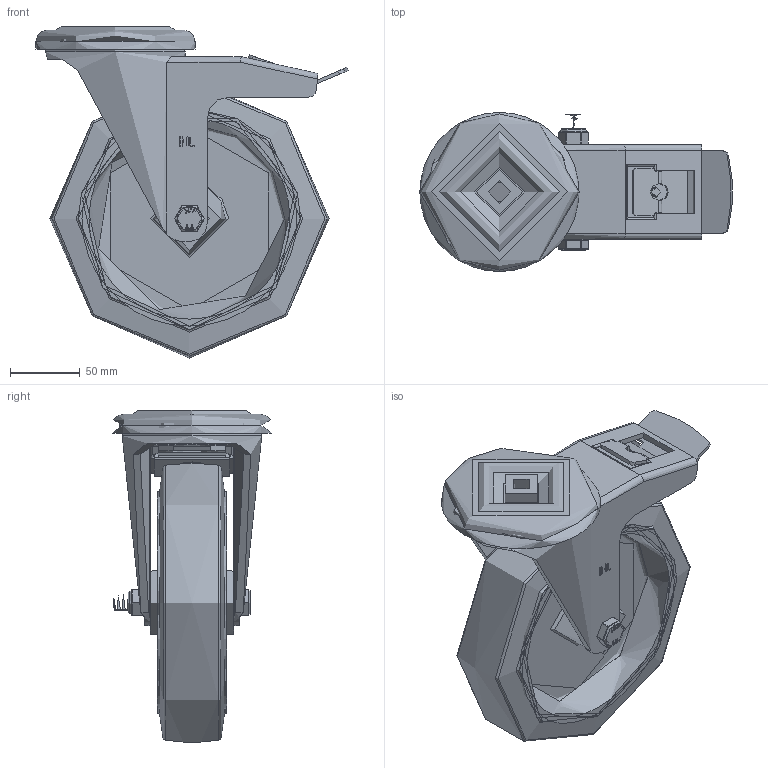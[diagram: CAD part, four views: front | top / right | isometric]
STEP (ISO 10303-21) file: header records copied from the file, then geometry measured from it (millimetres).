
FILE_DESCRIPTION(/* description */ (''),/* implementation_level */ '2;1');
FILE_NAME(/* name */ 'BZMM200RNBBH16SWB.step',/* time_stamp */ '2024-10-08T15:55:58+01:00',/* author */ (''),/* organization */ (''),/* preprocessor_version */ 'ST-DEVELOPER v20',/* originating_system */ 'Autodesk Translation Framework v13.20.0.188',/* authorisation */ '');
FILE_SCHEMA (('AUTOMOTIVE_DESIGN { 1 0 10303 214 3 1 1 }'));
Length unit declared in the file: millimetre
Products named in the file (23): BZMM200RNBBH16SWB; BZMM200ASBH16SWB v1; ZINC PLATED, PRESSED STEEL HEAD; ZINC PLATED, PRESSED STEEL FORKS; ZINC PLATED, PRESSED STEEL BRAKE PEDAL; BRAKE PAD; BRAKE PAD Geometry; BRAKE BOLT; BZH200WRNRB v1; 75 SHORE A RUBBER TYRE; NYLON RIM; ROLLER BEARING; PINS; Component1; CAGE; TUBEM20X60 v1; ZINC PLATED STEEL TUBE; HEXBOLTM12X90Z8.8 v2; GRADE 8.8 ZINC PLATED BOLT; NYLOCM12Z v1; NYLOC NUT; NUT; RUBBER
Assembly tree (31 placements, depth 5):
  BZMM200RNBBH16SWB
    BZMM200ASBH16SWB v1
      ZINC PLATED, PRESSED STEEL HEAD
      ZINC PLATED, PRESSED STEEL FORKS
      ZINC PLATED, PRESSED STEEL BRAKE PEDAL
      BRAKE PAD
        BRAKE PAD Geometry
        BRAKE BOLT
    BZH200WRNRB v1
      75 SHORE A RUBBER TYRE
      NYLON RIM
      ROLLER BEARING
        PINS
          Component1  x10
        CAGE
    TUBEM20X60 v1
      ZINC PLATED STEEL TUBE
    HEXBOLTM12X90Z8.8 v2
      GRADE 8.8 ZINC PLATED BOLT
    NYLOCM12Z v1
      NYLOC NUT
        NUT
        RUBBER
Bounding box: 223.67 x 114 x 237.83 mm (x, y, z)
Volume: 1200375.6 mm3; surface area: 330386.6 mm2
Topology: 22 solids, 22 shells, 646 faces, 1610 edges, 1037 vertices
Faces by surface type: plane 304, cylinder 235, bspline 46, torus 25, sphere 24, cone 12
Full cylindrical faces by diameter (mm): 4.5 x10, 7 x16, 8 x1, 9.836 x16, 11.834 x16, 12 x3, 12.2 x2, 12.5 x1, 14 x2, 16.2 x1, 17.75 x1, 18.5 x1, 19.9 x1, 20 x1, 29 x2, 32.5 x3, 41 x1, 47 x1, 52 x1, 74 x1, 92 x1, 100 x1, 104 x1, 114 x1, 154 x2, 159 x2
Entity records: 33892 total; most frequent: CARTESIAN_POINT 18349, ORIENTED_EDGE 3166, DIRECTION 3053, EDGE_CURVE 1583, AXIS2_PLACEMENT_3D 1122, VERTEX_POINT 1019, LINE 809, VECTOR 809
